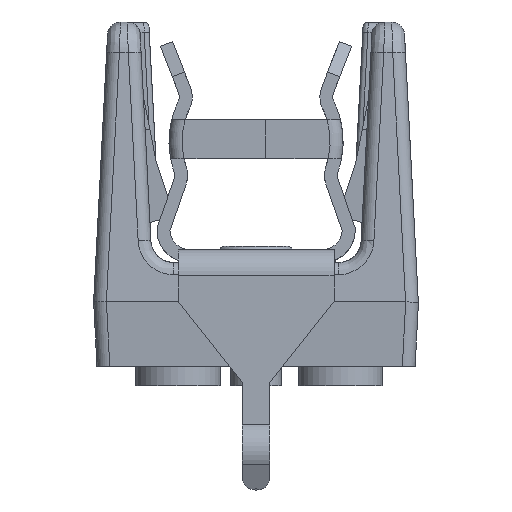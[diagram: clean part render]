
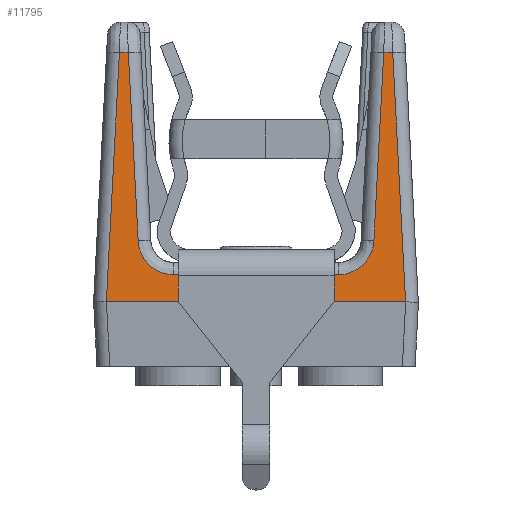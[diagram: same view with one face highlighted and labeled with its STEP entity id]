
A CAD part, left-side view. The second image highlights one B-rep face of the part: STEP entity #11795.
In plain terms, the highlighted planar face has unit normal (-0.999, 0, 0.052).
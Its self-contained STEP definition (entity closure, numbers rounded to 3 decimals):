
#432=ELLIPSE('',#12598,1.391,1.389);
#433=ELLIPSE('',#12599,1.391,1.389);
#922=LINE('',#18246,#2148);
#923=LINE('',#18248,#2149);
#924=LINE('',#18250,#2150);
#925=LINE('',#18252,#2151);
#926=LINE('',#18254,#2152);
#927=LINE('',#18256,#2153);
#928=LINE('',#18258,#2154);
#929=LINE('',#18262,#2155);
#2148=VECTOR('',#14234,7.377);
#2149=VECTOR('',#14235,0.348);
#2150=VECTOR('',#14236,9.75);
#2151=VECTOR('',#14237,11.694);
#2152=VECTOR('',#14238,9.75);
#2153=VECTOR('',#14239,0.35);
#2154=VECTOR('',#14240,7.377);
#2155=VECTOR('',#14243,6.439);
#3005=PLANE('',#12597);
#3463=FACE_OUTER_BOUND('',#4161,.T.);
#4161=EDGE_LOOP('',(#8692,#8693,#8694,#8695,#8696,#8697,#8698,#8699,#8700,
#8701));
#5588=VERTEX_POINT('',#18244);
#5589=VERTEX_POINT('',#18245);
#5590=VERTEX_POINT('',#18247);
#5591=VERTEX_POINT('',#18249);
#5592=VERTEX_POINT('',#18251);
#5593=VERTEX_POINT('',#18253);
#5594=VERTEX_POINT('',#18255);
#5595=VERTEX_POINT('',#18257);
#5596=VERTEX_POINT('',#18259);
#5597=VERTEX_POINT('',#18261);
#6799=EDGE_CURVE('',#5588,#5589,#922,.T.);
#6800=EDGE_CURVE('',#5589,#5590,#923,.T.);
#6801=EDGE_CURVE('',#5590,#5591,#924,.T.);
#6802=EDGE_CURVE('',#5592,#5591,#925,.T.);
#6803=EDGE_CURVE('',#5592,#5593,#926,.T.);
#6804=EDGE_CURVE('',#5593,#5594,#927,.T.);
#6805=EDGE_CURVE('',#5594,#5595,#928,.T.);
#6806=EDGE_CURVE('',#5595,#5596,#432,.T.);
#6807=EDGE_CURVE('',#5596,#5597,#929,.T.);
#6808=EDGE_CURVE('',#5597,#5588,#433,.T.);
#8692=ORIENTED_EDGE('',*,*,#6799,.T.);
#8693=ORIENTED_EDGE('',*,*,#6800,.T.);
#8694=ORIENTED_EDGE('',*,*,#6801,.T.);
#8695=ORIENTED_EDGE('',*,*,#6802,.F.);
#8696=ORIENTED_EDGE('',*,*,#6803,.T.);
#8697=ORIENTED_EDGE('',*,*,#6804,.T.);
#8698=ORIENTED_EDGE('',*,*,#6805,.T.);
#8699=ORIENTED_EDGE('',*,*,#6806,.T.);
#8700=ORIENTED_EDGE('',*,*,#6807,.T.);
#8701=ORIENTED_EDGE('',*,*,#6808,.T.);
#11795=ADVANCED_FACE('',(#3463),#3005,.T.);
#12597=AXIS2_PLACEMENT_3D('',#18243,#14232,#14233);
#12598=AXIS2_PLACEMENT_3D('',#18260,#14241,#14242);
#12599=AXIS2_PLACEMENT_3D('',#18263,#14244,#14245);
#14232=DIRECTION('center_axis',(-0.999,0.,0.052));
#14233=DIRECTION('ref_axis',(0.052,0.,0.999));
#14234=DIRECTION('',(0.052,0.052,0.997));
#14235=DIRECTION('',(0.,1.,0.));
#14236=DIRECTION('',(-0.052,0.052,-0.997));
#14237=DIRECTION('',(0.,1.,0.));
#14238=DIRECTION('',(0.052,0.051,0.997));
#14239=DIRECTION('',(0.,1.,0.));
#14240=DIRECTION('',(-0.052,0.052,-0.997));
#14241=DIRECTION('center_axis',(0.999,0.,-0.052));
#14242=DIRECTION('ref_axis',(-0.052,0.,-0.999));
#14243=DIRECTION('',(0.,1.,0.));
#14244=DIRECTION('center_axis',(0.999,0.,-0.052));
#14245=DIRECTION('ref_axis',(-0.052,0.,-0.999));
#18243=CARTESIAN_POINT('Origin',(0.,6.35,7.073));
#18244=CARTESIAN_POINT('',(0.124,10.958,9.439));
#18245=CARTESIAN_POINT('',(0.51,11.343,16.796));
#18246=CARTESIAN_POINT('',(-0.012,10.822,6.84));
#18247=CARTESIAN_POINT('',(0.51,11.691,16.796));
#18248=CARTESIAN_POINT('',(0.51,6.35,16.796));
#18249=CARTESIAN_POINT('',(0.,12.201,7.073));
#18250=CARTESIAN_POINT('',(0.016,12.185,7.378));
#18251=CARTESIAN_POINT('',(0.,0.507,7.073));
#18252=CARTESIAN_POINT('',(0.,6.35,7.073));
#18253=CARTESIAN_POINT('',(0.51,1.009,16.796));
#18254=CARTESIAN_POINT('',(0.016,0.523,7.378));
#18255=CARTESIAN_POINT('',(0.51,1.359,16.796));
#18256=CARTESIAN_POINT('',(0.51,6.35,16.796));
#18257=CARTESIAN_POINT('',(0.124,1.745,9.439));
#18258=CARTESIAN_POINT('',(-0.012,1.881,6.84));
#18259=CARTESIAN_POINT('',(0.055,3.132,8.123));
#18260=CARTESIAN_POINT('Origin',(0.128,3.132,9.512));
#18261=CARTESIAN_POINT('',(0.055,9.571,8.123));
#18262=CARTESIAN_POINT('',(0.055,6.35,8.123));
#18263=CARTESIAN_POINT('Origin',(0.128,9.571,9.512));
